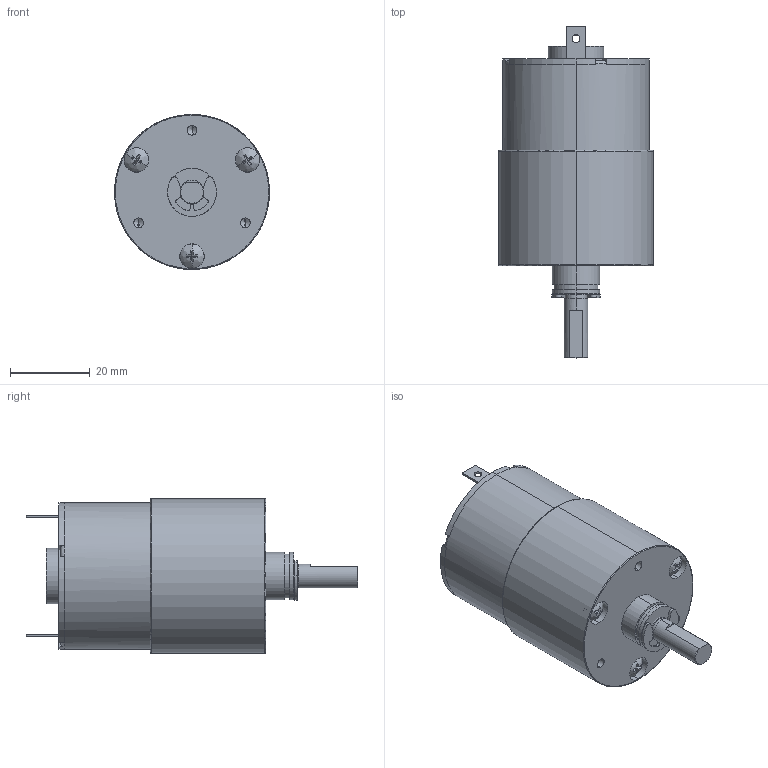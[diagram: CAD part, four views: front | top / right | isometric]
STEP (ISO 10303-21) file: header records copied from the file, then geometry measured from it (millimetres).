
FILE_DESCRIPTION (( 'STEP AP214' ), '1' );
FILE_NAME ('HG37-300-AB-00.STEP', '2023-12-22T11:45:01', ( '' ), ( '' ), 'SwSTEP 2.0', 'SolidWorks 2023', '' );
FILE_SCHEMA (( 'AUTOMOTIVE_DESIGN' ));
Length unit declared in the file: millimetre
Products named in the file (11): moteur NIDEC HG37-120-AB-00 &  HG37-150-AB-00 &  HG37-200-AB-00 &  HG37-300-AB-00_4; moteur NIDEC HG37-120-AB-00 &  HG37-150-AB-00 &  HG37-200-AB-00 &  HG37-300-AB-00_7; moteur NIDEC HG37-120-AB-00 &  HG37-150-AB-00 &  HG37-200-AB-00 &  HG37-300-AB-00_6; moteur NIDEC HG37-120-AB-00 &  HG37-150-AB-00 &  HG37-200-AB-00 &  HG37-300-AB-00_8; moteur NIDEC HG37-120-AB-00 &  HG37-150-AB-00 &  HG37-200-AB-00 &  HG37-300-AB-00_1; HG37-300-AB-00; moteur NIDEC HG37-120-AB-00 &  HG37-150-AB-00 &  HG37-200-AB-00 &  HG37-300-AB-00_5; moteur NIDEC HG37-120-AB-00 &  HG37-150-AB-00 &  HG37-200-AB-00 &  HG37-300-AB-00_9; moteur NIDEC HG37-120-AB-00 &  HG37-150-AB-00 &  HG37-200-AB-00 &  HG37-300-AB-00; moteur NIDEC HG37-120-AB-00 &  HG37-150-AB-00 &  HG37-200-AB-00 &  HG37-300-AB-00_3; moteur NIDEC HG37-120-AB-00 &  HG37-150-AB-00 &  HG37-200-AB-00 &  HG37-300-AB-00_2
Assembly tree (10 placements, depth 2):
  HG37-300-AB-00
    moteur NIDEC HG37-120-AB-00 &  HG37-150-AB-00 &  HG37-200-AB-00 &  HG37-300-AB-00_6
    moteur NIDEC HG37-120-AB-00 &  HG37-150-AB-00 &  HG37-200-AB-00 &  HG37-300-AB-00_8
    moteur NIDEC HG37-120-AB-00 &  HG37-150-AB-00 &  HG37-200-AB-00 &  HG37-300-AB-00
    moteur NIDEC HG37-120-AB-00 &  HG37-150-AB-00 &  HG37-200-AB-00 &  HG37-300-AB-00_3
    moteur NIDEC HG37-120-AB-00 &  HG37-150-AB-00 &  HG37-200-AB-00 &  HG37-300-AB-00_5
    moteur NIDEC HG37-120-AB-00 &  HG37-150-AB-00 &  HG37-200-AB-00 &  HG37-300-AB-00_4
    moteur NIDEC HG37-120-AB-00 &  HG37-150-AB-00 &  HG37-200-AB-00 &  HG37-300-AB-00_1
    moteur NIDEC HG37-120-AB-00 &  HG37-150-AB-00 &  HG37-200-AB-00 &  HG37-300-AB-00_9
    moteur NIDEC HG37-120-AB-00 &  HG37-150-AB-00 &  HG37-200-AB-00 &  HG37-300-AB-00_2
    moteur NIDEC HG37-120-AB-00 &  HG37-150-AB-00 &  HG37-200-AB-00 &  HG37-300-AB-00_7
Bounding box: 38.96 x 83.45 x 39 mm (x, y, z)
Volume: 77960.7 mm3; surface area: 16541 mm2
Topology: 10 solids, 10 shells, 306 faces, 783 edges, 512 vertices
Faces by surface type: plane 153, cylinder 81, bspline 47, cone 25
Entity records: 10680 total; most frequent: CARTESIAN_POINT 3154, ORIENTED_EDGE 1542, DIRECTION 1412, EDGE_CURVE 771, VERTEX_POINT 512, AXIS2_PLACEMENT_3D 497, LINE 418, VECTOR 418
